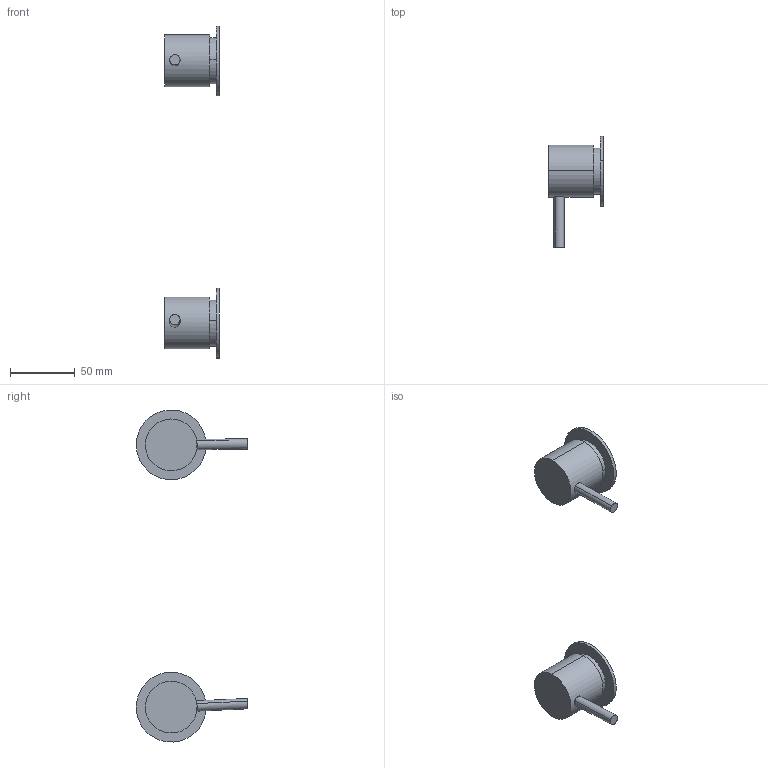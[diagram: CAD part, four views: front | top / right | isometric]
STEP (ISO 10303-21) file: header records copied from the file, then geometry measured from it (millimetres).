
FILE_DESCRIPTION (( 'STEP AP214' ), '1' );
FILE_NAME ('SWTASS_Shell.STEP', '2017-02-21T04:19:11', ( 'khoa' ), ( '' ), 'SwSTEP 2.0', 'SolidWorks 2016', '' );
FILE_SCHEMA (( 'AUTOMOTIVE_DESIGN' ));
Length unit declared in the file: millimetre
Products named in the file (1): SWTASS_Shell
Bounding box: 42.49 x 86.08 x 256.65 mm (x, y, z)
Volume: 134832.9 mm3; surface area: 29500.2 mm2
Topology: 5 solids, 5 shells, 35 faces, 60 edges, 40 vertices
Faces by surface type: cylinder 20, plane 15
Entity records: 1077 total; most frequent: CARTESIAN_POINT 268, DIRECTION 164, ORIENTED_EDGE 120, AXIS2_PLACEMENT_3D 72, EDGE_CURVE 60, EDGE_LOOP 40, VERTEX_POINT 40, CIRCLE 36
